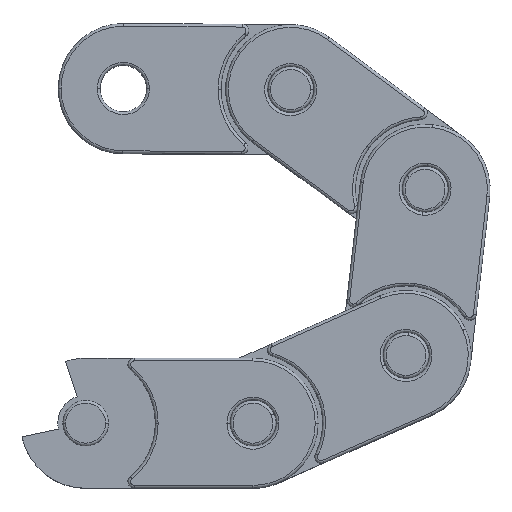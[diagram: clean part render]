
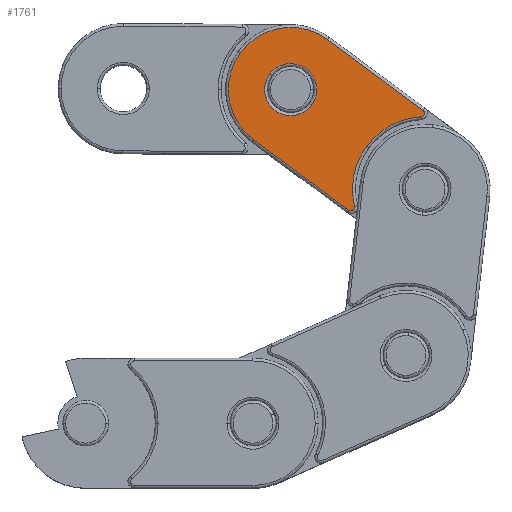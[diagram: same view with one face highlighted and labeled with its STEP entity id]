
A CAD part, top view. The second image highlights one B-rep face of the part: STEP entity #1761.
In plain terms, the highlighted face is planar.
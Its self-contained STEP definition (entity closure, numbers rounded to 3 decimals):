
#8 = DIRECTION ( 'NONE',  ( 0., 0., -1. ) ) ;
#13 = CARTESIAN_POINT ( 'NONE',  ( 86.047, 0., -23. ) ) ;
#32 = VERTEX_POINT ( 'NONE', #13 ) ;
#73 = VERTEX_POINT ( 'NONE', #216 ) ;
#82 = CARTESIAN_POINT ( 'NONE',  ( 88.847, -6.7, -23. ) ) ;
#99 = VECTOR ( 'NONE', #1432, 1000. ) ;
#103 = VECTOR ( 'NONE', #612, 1000. ) ;
#115 = EDGE_CURVE ( 'NONE', #2385, #1167, #727, .T. ) ;
#128 = CARTESIAN_POINT ( 'NONE',  ( 88.847, 0., -23. ) ) ;
#165 = ORIENTED_EDGE ( 'NONE', *, *, #2762, .T. ) ;
#216 = CARTESIAN_POINT ( 'NONE',  ( 76.096, 6.7, -23. ) ) ;
#232 = DIRECTION ( 'NONE',  ( 0., 0., -1. ) ) ;
#285 = LINE ( 'NONE', #398, #103 ) ;
#373 = AXIS2_PLACEMENT_3D ( 'NONE', #2258, #1090, #1526 ) ;
#379 = ORIENTED_EDGE ( 'NONE', *, *, #2007, .T. ) ;
#393 = CIRCLE ( 'NONE', #1898, 0.4 ) ;
#398 = CARTESIAN_POINT ( 'NONE',  ( 88.847, 6.7, -23. ) ) ;
#407 = EDGE_LOOP ( 'NONE', ( #825, #771, #2067, #165, #379, #832, #1552, #915 ) ) ;
#470 = DIRECTION ( 'NONE',  ( 0., 0., -1. ) ) ;
#492 = DIRECTION ( 'NONE',  ( 1., 0., 0. ) ) ;
#570 = EDGE_CURVE ( 'NONE', #1253, #2616, #2101, .T. ) ;
#583 = CARTESIAN_POINT ( 'NONE',  ( 75.84, -5.993, -23. ) ) ;
#612 = DIRECTION ( 'NONE',  ( 1., 0., 0. ) ) ;
#614 = CARTESIAN_POINT ( 'NONE',  ( 70.847, 0., -23. ) ) ;
#635 = AXIS2_PLACEMENT_3D ( 'NONE', #614, #2685, #2242 ) ;
#693 = CARTESIAN_POINT ( 'NONE',  ( 76.096, -6.7, -23. ) ) ;
#727 = CIRCLE ( 'NONE', #2052, 6.7 ) ;
#748 = DIRECTION ( 'NONE',  ( 0., 0., -1. ) ) ;
#771 = ORIENTED_EDGE ( 'NONE', *, *, #2221, .T. ) ;
#782 = CIRCLE ( 'NONE', #373, 7.8 ) ;
#791 = CARTESIAN_POINT ( 'NONE',  ( 76.096, -6.7, -23. ) ) ;
#825 = ORIENTED_EDGE ( 'NONE', *, *, #2691, .T. ) ;
#832 = ORIENTED_EDGE ( 'NONE', *, *, #115, .T. ) ;
#881 = CARTESIAN_POINT ( 'NONE',  ( 95.547, 0., -23. ) ) ;
#909 = AXIS2_PLACEMENT_3D ( 'NONE', #1472, #1668, #492 ) ;
#915 = ORIENTED_EDGE ( 'NONE', *, *, #570, .T. ) ;
#997 = DIRECTION ( 'NONE',  ( 1., 0., 0. ) ) ;
#1029 = VERTEX_POINT ( 'NONE', #1145 ) ;
#1090 = DIRECTION ( 'NONE',  ( 0., 0., 1. ) ) ;
#1141 = PLANE ( 'NONE',  #1162 ) ;
#1145 = CARTESIAN_POINT ( 'NONE',  ( 75.84, 5.993, -23. ) ) ;
#1155 = CARTESIAN_POINT ( 'NONE',  ( 88.847, 6.7, -23. ) ) ;
#1162 = AXIS2_PLACEMENT_3D ( 'NONE', #2462, #232, #2556 ) ;
#1167 = VERTEX_POINT ( 'NONE', #82 ) ;
#1169 = DIRECTION ( 'NONE',  ( 1., 0., 0. ) ) ;
#1187 = DIRECTION ( 'NONE',  ( 1., 0., 0. ) ) ;
#1252 = CIRCLE ( 'NONE', #2653, 2.8 ) ;
#1253 = VERTEX_POINT ( 'NONE', #791 ) ;
#1289 = EDGE_LOOP ( 'NONE', ( #2488, #2453 ) ) ;
#1396 = CARTESIAN_POINT ( 'NONE',  ( 88.847, 0., -23. ) ) ;
#1432 = DIRECTION ( 'NONE',  ( -1., 0., 0. ) ) ;
#1472 = CARTESIAN_POINT ( 'NONE',  ( 88.847, 0., -23. ) ) ;
#1514 = CIRCLE ( 'NONE', #1712, 2.8 ) ;
#1517 = CIRCLE ( 'NONE', #909, 6.7 ) ;
#1526 = DIRECTION ( 'NONE',  ( 1., 0., 0. ) ) ;
#1551 = FACE_OUTER_BOUND ( 'NONE', #407, .T. ) ;
#1552 = ORIENTED_EDGE ( 'NONE', *, *, #2966, .T. ) ;
#1636 = CARTESIAN_POINT ( 'NONE',  ( 88.847, 0., -23. ) ) ;
#1668 = DIRECTION ( 'NONE',  ( 0., 0., -1. ) ) ;
#1712 = AXIS2_PLACEMENT_3D ( 'NONE', #1396, #1855, #2351 ) ;
#1761 = ADVANCED_FACE ( 'NONE', ( #2746, #1551 ), #1141, .T. ) ;
#1822 = EDGE_CURVE ( 'NONE', #1029, #73, #393, .T. ) ;
#1829 = CARTESIAN_POINT ( 'NONE',  ( 91.647, 0., -23. ) ) ;
#1855 = DIRECTION ( 'NONE',  ( 0., 0., 1. ) ) ;
#1898 = AXIS2_PLACEMENT_3D ( 'NONE', #2321, #8, #1169 ) ;
#2007 = EDGE_CURVE ( 'NONE', #2813, #2385, #1517, .T. ) ;
#2052 = AXIS2_PLACEMENT_3D ( 'NONE', #1636, #748, #1187 ) ;
#2067 = ORIENTED_EDGE ( 'NONE', *, *, #1822, .T. ) ;
#2101 = CIRCLE ( 'NONE', #2368, 0.4 ) ;
#2221 = EDGE_CURVE ( 'NONE', #2665, #1029, #2466, .T. ) ;
#2242 = DIRECTION ( 'NONE',  ( 1., 0., 0. ) ) ;
#2258 = CARTESIAN_POINT ( 'NONE',  ( 70.847, 0., -23. ) ) ;
#2321 = CARTESIAN_POINT ( 'NONE',  ( 76.096, 6.3, -23. ) ) ;
#2351 = DIRECTION ( 'NONE',  ( 1., 0., 0. ) ) ;
#2368 = AXIS2_PLACEMENT_3D ( 'NONE', #2781, #470, #997 ) ;
#2385 = VERTEX_POINT ( 'NONE', #881 ) ;
#2426 = CARTESIAN_POINT ( 'NONE',  ( 78.647, 0., -23. ) ) ;
#2453 = ORIENTED_EDGE ( 'NONE', *, *, #2580, .T. ) ;
#2462 = CARTESIAN_POINT ( 'NONE',  ( 70.847, 0., -23. ) ) ;
#2466 = CIRCLE ( 'NONE', #635, 7.8 ) ;
#2467 = EDGE_CURVE ( 'NONE', #2844, #32, #1514, .T. ) ;
#2488 = ORIENTED_EDGE ( 'NONE', *, *, #2467, .T. ) ;
#2556 = DIRECTION ( 'NONE',  ( -1., 0., 0. ) ) ;
#2565 = LINE ( 'NONE', #693, #99 ) ;
#2580 = EDGE_CURVE ( 'NONE', #32, #2844, #1252, .T. ) ;
#2616 = VERTEX_POINT ( 'NONE', #583 ) ;
#2653 = AXIS2_PLACEMENT_3D ( 'NONE', #128, #2895, #2909 ) ;
#2665 = VERTEX_POINT ( 'NONE', #2426 ) ;
#2685 = DIRECTION ( 'NONE',  ( 0., 0., 1. ) ) ;
#2691 = EDGE_CURVE ( 'NONE', #2616, #2665, #782, .T. ) ;
#2746 = FACE_BOUND ( 'NONE', #1289, .T. ) ;
#2762 = EDGE_CURVE ( 'NONE', #73, #2813, #285, .T. ) ;
#2781 = CARTESIAN_POINT ( 'NONE',  ( 76.096, -6.3, -23. ) ) ;
#2813 = VERTEX_POINT ( 'NONE', #1155 ) ;
#2844 = VERTEX_POINT ( 'NONE', #1829 ) ;
#2895 = DIRECTION ( 'NONE',  ( 0., 0., 1. ) ) ;
#2909 = DIRECTION ( 'NONE',  ( 1., 0., 0. ) ) ;
#2966 = EDGE_CURVE ( 'NONE', #1167, #1253, #2565, .T. ) ;
